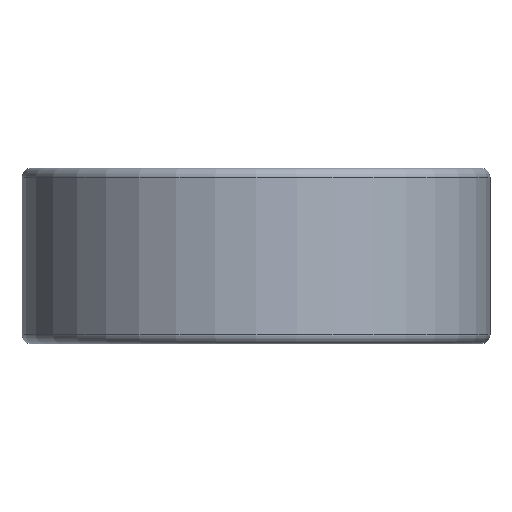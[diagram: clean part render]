
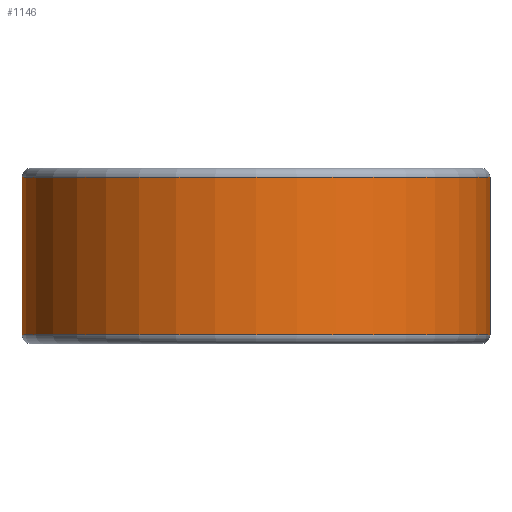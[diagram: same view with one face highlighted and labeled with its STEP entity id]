
A CAD part, left-side view. The second image highlights one B-rep face of the part: STEP entity #1146.
In plain terms, the highlighted cylindrical face has radius 4 mm (diameter 8 mm), a partial arc.
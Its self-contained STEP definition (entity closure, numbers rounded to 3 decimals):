
#665=CARTESIAN_POINT('',(0.,0.,1.35));
#666=DIRECTION('',(0.,0.,1.));
#667=DIRECTION('',(0.,1.,0.));
#668=AXIS2_PLACEMENT_3D('',#665,#666,#667);
#673=DIRECTION('',(0.,0.,1.));
#674=VECTOR('',#673,2.7);
#675=CARTESIAN_POINT('',(0.,-4.,-1.35));
#676=LINE('',#675,#674);
#680=CARTESIAN_POINT('',(0.,0.,-1.35));
#681=DIRECTION('',(0.,0.,1.));
#682=DIRECTION('',(0.,1.,0.));
#683=AXIS2_PLACEMENT_3D('',#680,#681,#682);
#688=DIRECTION('',(0.,0.,1.));
#689=VECTOR('',#688,2.7);
#690=CARTESIAN_POINT('',(0.,4.,-1.35));
#691=LINE('',#690,#689);
#949=CARTESIAN_POINT('',(0.,-4.,1.35));
#950=CARTESIAN_POINT('',(0.,4.,1.35));
#951=VERTEX_POINT('',#949);
#952=VERTEX_POINT('',#950);
#953=CARTESIAN_POINT('',(0.,4.,-1.35));
#954=CARTESIAN_POINT('',(0.,-4.,-1.35));
#955=VERTEX_POINT('',#953);
#956=VERTEX_POINT('',#954);
#1132=CARTESIAN_POINT('',(0.,0.,1.65));
#1133=DIRECTION('',(0.,0.,-1.));
#1134=DIRECTION('',(0.,-1.,0.));
#1135=AXIS2_PLACEMENT_3D('',#1132,#1133,#1134);
#1136=CYLINDRICAL_SURFACE('',#1135,4.);
#1138=ORIENTED_EDGE('',*,*,#1137,.T.);
#1140=ORIENTED_EDGE('',*,*,#1139,.F.);
#1141=ORIENTED_EDGE('',*,*,#1122,.F.);
#1143=ORIENTED_EDGE('',*,*,#1142,.T.);
#1144=EDGE_LOOP('',(#1138,#1140,#1141,#1143));
#1145=FACE_OUTER_BOUND('',#1144,.F.);
#669=CIRCLE('',#668,4.);
#684=CIRCLE('',#683,4.);
#1122=EDGE_CURVE('',#955,#956,#684,.T.);
#1137=EDGE_CURVE('',#952,#951,#669,.T.);
#1139=EDGE_CURVE('',#956,#951,#676,.T.);
#1142=EDGE_CURVE('',#955,#952,#691,.T.);
#1146=ADVANCED_FACE('',(#1145),#1136,.T.);
